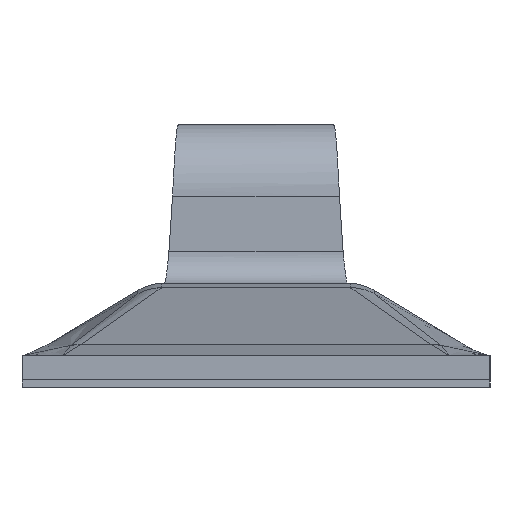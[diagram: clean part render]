
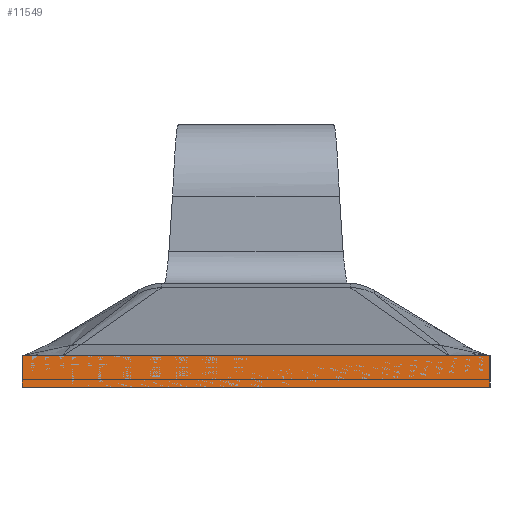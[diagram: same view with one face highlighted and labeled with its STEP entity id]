
A CAD part, front view. The second image highlights one B-rep face of the part: STEP entity #11549.
In plain terms, the highlighted face is planar.
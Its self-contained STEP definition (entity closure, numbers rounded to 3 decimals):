
#365 = VECTOR ( 'NONE', #9026, 1000. ) ;
#460 = DIRECTION ( 'NONE',  ( 0., 1., 0. ) ) ;
#864 = CARTESIAN_POINT ( 'NONE',  ( 0., 2., -14.75 ) ) ;
#1351 = CARTESIAN_POINT ( 'NONE',  ( 0., 2., 14.75 ) ) ;
#1713 = CARTESIAN_POINT ( 'NONE',  ( 0., 0., 14.75 ) ) ;
#1790 = VERTEX_POINT ( 'NONE', #864 ) ;
#3720 = AXIS2_PLACEMENT_3D ( 'NONE', #1351, #8893, #7773 ) ;
#4417 = ORIENTED_EDGE ( 'NONE', *, *, #7623, .T. ) ;
#4759 = CARTESIAN_POINT ( 'NONE',  ( 0., 2., 14.75 ) ) ;
#4882 = VECTOR ( 'NONE', #7462, 1000. ) ;
#4929 = LINE ( 'NONE', #5775, #10833 ) ;
#5675 = FACE_OUTER_BOUND ( 'NONE', #11591, .T. ) ;
#5775 = CARTESIAN_POINT ( 'NONE',  ( 0., 2., 14.75 ) ) ;
#6037 = VECTOR ( 'NONE', #13421, 1000. ) ;
#7462 = DIRECTION ( 'NONE',  ( 0., 1., 0. ) ) ;
#7623 = EDGE_CURVE ( 'NONE', #9413, #11588, #10038, .T. ) ;
#7773 = DIRECTION ( 'NONE',  ( 0., 0., 1. ) ) ;
#8295 = ORIENTED_EDGE ( 'NONE', *, *, #10001, .F. ) ;
#8645 = EDGE_CURVE ( 'NONE', #11588, #13321, #4929, .T. ) ;
#8893 = DIRECTION ( 'NONE',  ( 1., 0., 0. ) ) ;
#9026 = DIRECTION ( 'NONE',  ( 0., 0., 1. ) ) ;
#9102 = EDGE_CURVE ( 'NONE', #1790, #13321, #12199, .T. ) ;
#9205 = CARTESIAN_POINT ( 'NONE',  ( 0., 0., 0. ) ) ;
#9413 = VERTEX_POINT ( 'NONE', #9666 ) ;
#9666 = CARTESIAN_POINT ( 'NONE',  ( 0., 0., -14.75 ) ) ;
#10001 = EDGE_CURVE ( 'NONE', #9413, #1790, #11618, .T. ) ;
#10038 = LINE ( 'NONE', #9205, #6037 ) ;
#10535 = CARTESIAN_POINT ( 'NONE',  ( 0., 2., -14.75 ) ) ;
#10715 = CARTESIAN_POINT ( 'NONE',  ( 0., 2., 14.75 ) ) ;
#10833 = VECTOR ( 'NONE', #460, 1000. ) ;
#11549 = ADVANCED_FACE ( 'NONE', ( #5675 ), #11853, .F. ) ;
#11588 = VERTEX_POINT ( 'NONE', #1713 ) ;
#11591 = EDGE_LOOP ( 'NONE', ( #8295, #4417, #13252, #12301 ) ) ;
#11618 = LINE ( 'NONE', #10535, #4882 ) ;
#11853 = PLANE ( 'NONE',  #3720 ) ;
#12199 = LINE ( 'NONE', #4759, #365 ) ;
#12301 = ORIENTED_EDGE ( 'NONE', *, *, #9102, .F. ) ;
#13252 = ORIENTED_EDGE ( 'NONE', *, *, #8645, .T. ) ;
#13321 = VERTEX_POINT ( 'NONE', #10715 ) ;
#13421 = DIRECTION ( 'NONE',  ( 0., 0., 1. ) ) ;
